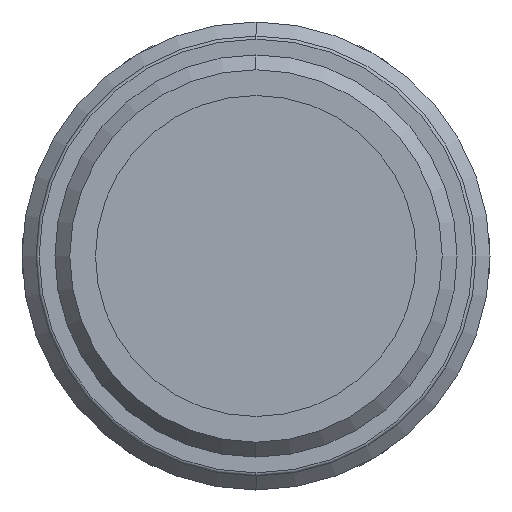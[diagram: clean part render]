
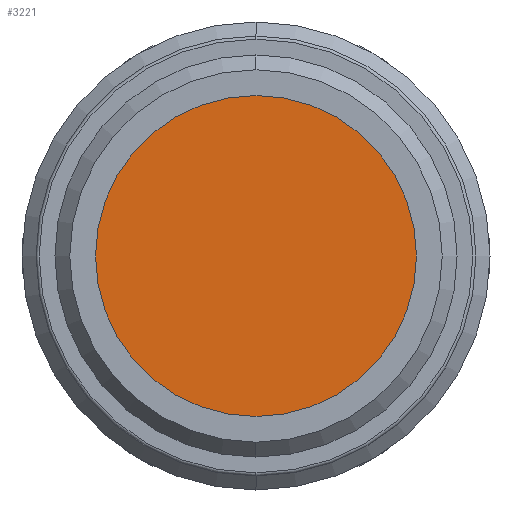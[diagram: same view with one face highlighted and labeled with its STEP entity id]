
A CAD part, front view. The second image highlights one B-rep face of the part: STEP entity #3221.
In plain terms, the highlighted planar face has unit normal (0, -1, 0).
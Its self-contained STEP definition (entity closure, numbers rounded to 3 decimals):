
#94 = AXIS2_PLACEMENT_3D ( 'NONE', #2096, #308, #2411 ) ;
#225 = EDGE_LOOP ( 'NONE', ( #1353, #3517 ) ) ;
#308 = DIRECTION ( 'NONE',  ( 0., -1., 0. ) ) ;
#646 = CIRCLE ( 'NONE', #2376, 10.29 ) ;
#872 = EDGE_CURVE ( 'NONE', #3270, #3092, #1386, .T. ) ;
#882 = FACE_OUTER_BOUND ( 'NONE', #225, .T. ) ;
#960 = DIRECTION ( 'NONE',  ( 0., -1., 0. ) ) ;
#1039 = AXIS2_PLACEMENT_3D ( 'NONE', #2822, #3718, #1922 ) ;
#1353 = ORIENTED_EDGE ( 'NONE', *, *, #3669, .T. ) ;
#1386 = CIRCLE ( 'NONE', #94, 10.29 ) ;
#1626 = PLANE ( 'NONE',  #1039 ) ;
#1922 = DIRECTION ( 'NONE',  ( 0., 0., -1. ) ) ;
#2096 = CARTESIAN_POINT ( 'NONE',  ( 0., 1., 0. ) ) ;
#2280 = CARTESIAN_POINT ( 'NONE',  ( 0., 1., 10.29 ) ) ;
#2376 = AXIS2_PLACEMENT_3D ( 'NONE', #2766, #960, #3066 ) ;
#2411 = DIRECTION ( 'NONE',  ( 0., 0., -1. ) ) ;
#2766 = CARTESIAN_POINT ( 'NONE',  ( 0., 1., 0. ) ) ;
#2822 = CARTESIAN_POINT ( 'NONE',  ( 0., 1., 0. ) ) ;
#3066 = DIRECTION ( 'NONE',  ( 0., 0., -1. ) ) ;
#3092 = VERTEX_POINT ( 'NONE', #3363 ) ;
#3221 = ADVANCED_FACE ( 'NONE', ( #882 ), #1626, .T. ) ;
#3270 = VERTEX_POINT ( 'NONE', #2280 ) ;
#3363 = CARTESIAN_POINT ( 'NONE',  ( 0., 1., -10.29 ) ) ;
#3517 = ORIENTED_EDGE ( 'NONE', *, *, #872, .T. ) ;
#3669 = EDGE_CURVE ( 'NONE', #3092, #3270, #646, .T. ) ;
#3718 = DIRECTION ( 'NONE',  ( 0., -1., 0. ) ) ;
